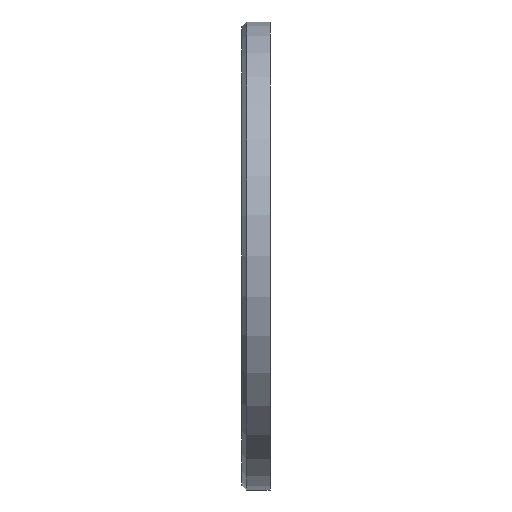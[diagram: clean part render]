
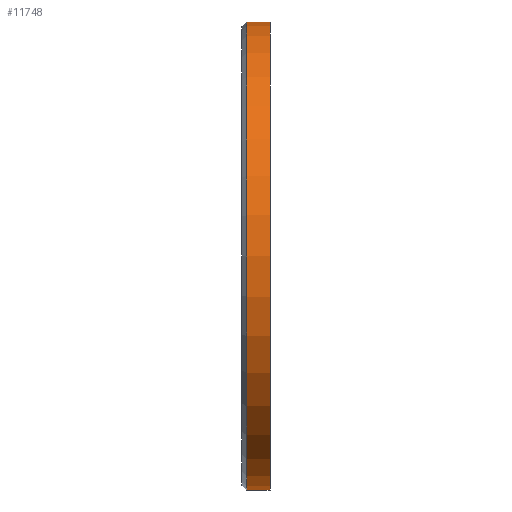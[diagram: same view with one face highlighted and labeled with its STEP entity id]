
A CAD part, left-side view. The second image highlights one B-rep face of the part: STEP entity #11748.
In plain terms, the highlighted cylindrical face has radius 50 mm (diameter 100 mm), a partial arc.
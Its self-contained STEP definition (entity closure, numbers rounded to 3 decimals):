
#534 = CARTESIAN_POINT ( 'NONE',  ( 0., 0., 50. ) ) ;
#581 = CARTESIAN_POINT ( 'NONE',  ( 0., 5., -50. ) ) ;
#1733 = ORIENTED_EDGE ( 'NONE', *, *, #12932, .T. ) ;
#2536 = VECTOR ( 'NONE', #12547, 1000. ) ;
#2632 = VECTOR ( 'NONE', #9365, 1000. ) ;
#2869 = ORIENTED_EDGE ( 'NONE', *, *, #5871, .T. ) ;
#3593 = DIRECTION ( 'NONE',  ( 0., 0., 1. ) ) ;
#3726 = AXIS2_PLACEMENT_3D ( 'NONE', #7434, #11771, #6330 ) ;
#4689 = AXIS2_PLACEMENT_3D ( 'NONE', #5979, #13805, #3593 ) ;
#5254 = CARTESIAN_POINT ( 'NONE',  ( 0., 6., 0. ) ) ;
#5287 = FACE_OUTER_BOUND ( 'NONE', #9482, .T. ) ;
#5871 = EDGE_CURVE ( 'NONE', #12978, #5936, #9522, .T. ) ;
#5936 = VERTEX_POINT ( 'NONE', #581 ) ;
#5979 = CARTESIAN_POINT ( 'NONE',  ( 0., 5., 0. ) ) ;
#5982 = CARTESIAN_POINT ( 'NONE',  ( 0., 6., -50. ) ) ;
#6330 = DIRECTION ( 'NONE',  ( 0., 0., 1. ) ) ;
#6727 = LINE ( 'NONE', #11430, #2536 ) ;
#7434 = CARTESIAN_POINT ( 'NONE',  ( 0., 0., 0. ) ) ;
#7569 = ORIENTED_EDGE ( 'NONE', *, *, #9049, .F. ) ;
#7683 = DIRECTION ( 'NONE',  ( 0., 0., -1. ) ) ;
#9049 = EDGE_CURVE ( 'NONE', #12978, #11176, #6727, .T. ) ;
#9080 = AXIS2_PLACEMENT_3D ( 'NONE', #5254, #9612, #7683 ) ;
#9365 = DIRECTION ( 'NONE',  ( 0., -1., 0. ) ) ;
#9482 = EDGE_LOOP ( 'NONE', ( #7569, #2869, #1733, #10643 ) ) ;
#9522 = CIRCLE ( 'NONE', #4689, 50. ) ;
#9612 = DIRECTION ( 'NONE',  ( 0., -1., 0. ) ) ;
#10643 = ORIENTED_EDGE ( 'NONE', *, *, #11288, .T. ) ;
#10720 = CIRCLE ( 'NONE', #3726, 50. ) ;
#11176 = VERTEX_POINT ( 'NONE', #534 ) ;
#11288 = EDGE_CURVE ( 'NONE', #11599, #11176, #10720, .T. ) ;
#11425 = CYLINDRICAL_SURFACE ( 'NONE', #9080, 50. ) ;
#11430 = CARTESIAN_POINT ( 'NONE',  ( 0., 6., 50. ) ) ;
#11599 = VERTEX_POINT ( 'NONE', #12925 ) ;
#11748 = ADVANCED_FACE ( 'NONE', ( #5287 ), #11425, .T. ) ;
#11771 = DIRECTION ( 'NONE',  ( 0., 1., 0. ) ) ;
#12262 = LINE ( 'NONE', #5982, #2632 ) ;
#12547 = DIRECTION ( 'NONE',  ( 0., -1., 0. ) ) ;
#12925 = CARTESIAN_POINT ( 'NONE',  ( 0., 0., -50. ) ) ;
#12932 = EDGE_CURVE ( 'NONE', #5936, #11599, #12262, .T. ) ;
#12978 = VERTEX_POINT ( 'NONE', #13988 ) ;
#13805 = DIRECTION ( 'NONE',  ( 0., -1., 0. ) ) ;
#13988 = CARTESIAN_POINT ( 'NONE',  ( 0., 5., 50. ) ) ;
